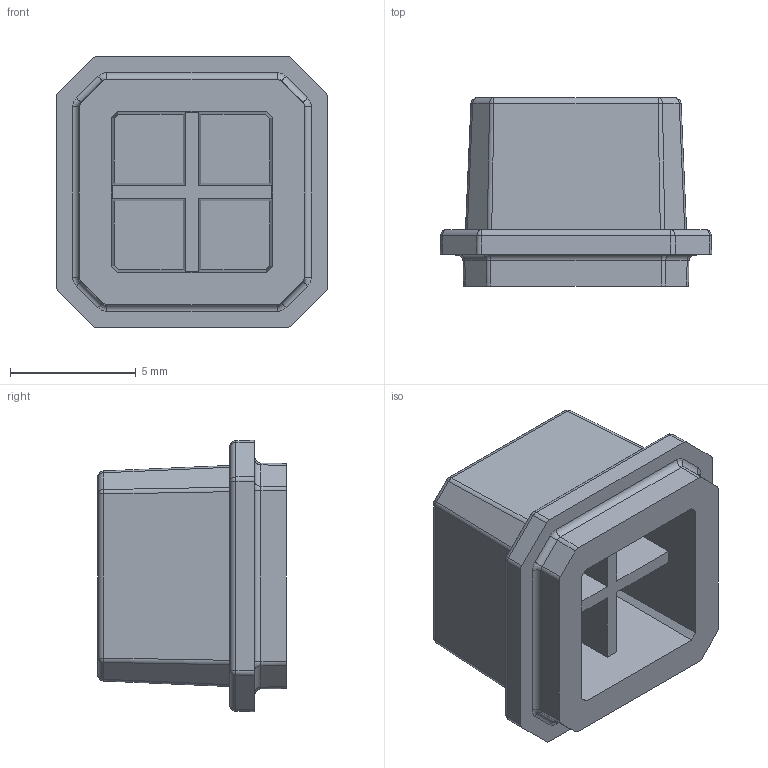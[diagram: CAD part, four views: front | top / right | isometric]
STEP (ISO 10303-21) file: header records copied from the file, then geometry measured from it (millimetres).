
FILE_DESCRIPTION (( 'STEP AP214' ), '1' );
FILE_NAME ('310-019727-REV-A.STEP', '2016-09-23T00:19:19', ( 'Aron Dahlgren' ), ( 'Synapse Product Development' ), 'SwSTEP 2.0', 'SolidWorks 2016', '' );
FILE_SCHEMA (( 'AUTOMOTIVE_DESIGN' ));
Length unit declared in the file: millimetre
Products named in the file (1): 310-019727-REV-A
Bounding box: 10.8 x 7.5 x 10.8 mm (x, y, z)
Volume: 379 mm3; surface area: 694.2 mm2
Topology: 1 solids, 1 shells, 121 faces, 292 edges, 168 vertices
Faces by surface type: plane 49, cylinder 48, sphere 16, bspline 8
Entity records: 3460 total; most frequent: CARTESIAN_POINT 782, ORIENTED_EDGE 568, DIRECTION 536, EDGE_CURVE 284, LINE 180, VECTOR 180, AXIS2_PLACEMENT_3D 178, VERTEX_POINT 168
